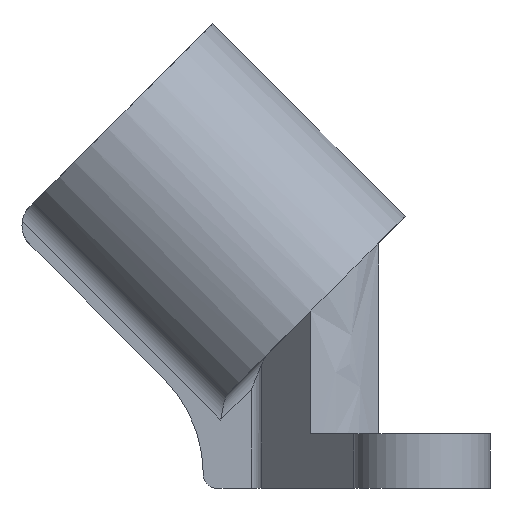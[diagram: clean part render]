
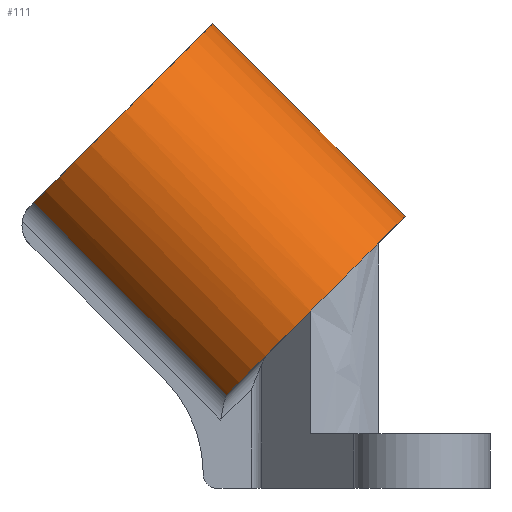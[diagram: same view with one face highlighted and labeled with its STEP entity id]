
A CAD part, left-side view. The second image highlights one B-rep face of the part: STEP entity #111.
In plain terms, the highlighted cylindrical face has radius 10.5 mm (diameter 21 mm), a partial arc.
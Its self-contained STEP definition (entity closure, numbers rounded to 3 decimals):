
#111=ADVANCED_FACE('',(#485),#487,.T.);
#485=FACE_BOUND('',#486,.T.);
#486=EDGE_LOOP('',(#799,#800,#801,#802,#803,#804,#805,#806,#807,#808));
#487=CYLINDRICAL_SURFACE('',#488,10.5);
#488=AXIS2_PLACEMENT_3D('',#489,#490,#491);
#489=CARTESIAN_POINT('',(0.,8.636,12.577));
#490=DIRECTION('',(0.,0.707,0.707));
#491=DIRECTION('',(0.447,0.633,-0.633));
#799=ORIENTED_EDGE('',*,*,#1009,.F.);
#800=ORIENTED_EDGE('',*,*,#995,.T.);
#801=ORIENTED_EDGE('',*,*,#1010,.F.);
#802=ORIENTED_EDGE('',*,*,#990,.T.);
#803=ORIENTED_EDGE('',*,*,#1011,.F.);
#804=ORIENTED_EDGE('',*,*,#987,.T.);
#805=ORIENTED_EDGE('',*,*,#1012,.F.);
#806=ORIENTED_EDGE('',*,*,#1013,.F.);
#807=ORIENTED_EDGE('',*,*,#1014,.F.);
#808=ORIENTED_EDGE('',*,*,#1015,.F.);
#987=EDGE_CURVE('',#1093,#1112,#1114,.T.);
#990=EDGE_CURVE('',#1119,#1117,#1120,.T.);
#995=EDGE_CURVE('',#1126,#1087,#1128,.T.);
#1009=EDGE_CURVE('',#1126,#1152,#1153,.T.);
#1010=EDGE_CURVE('',#1119,#1087,#1154,.F.);
#1011=EDGE_CURVE('',#1093,#1117,#1155,.F.);
#1012=EDGE_CURVE('',#1156,#1112,#1157,.F.);
#1013=EDGE_CURVE('',#1158,#1156,#1159,.F.);
#1014=EDGE_CURVE('',#1160,#1158,#1161,.T.);
#1015=EDGE_CURVE('',#1152,#1160,#1162,.T.);
#1087=VERTEX_POINT('',#1278);
#1093=VERTEX_POINT('',#1291);
#1112=VERTEX_POINT('',#1370);
#1114=CIRCLE('',#1374,10.5);
#1117=VERTEX_POINT('',#1383);
#1119=VERTEX_POINT('',#1387);
#1120=CIRCLE('',#1388,10.5);
#1126=VERTEX_POINT('',#1405);
#1128=CIRCLE('',#1409,10.5);
#1152=VERTEX_POINT('',#1470);
#1153=B_SPLINE_CURVE_WITH_KNOTS('',3,
(#1471,#1472,#1473,#1474,#1475,#1476,#1477,#1478,#1479,#1480,#1481,#1482,#1483,#1484,
#1485,#1486,#1487,#1488,#1489),
.UNSPECIFIED.,.F.,.F.,
(4,1,1,1,1,1,1,1,1,1,1,1,1,1,1,1,4),
(0.,0.071,0.142,0.213,0.282,0.35,
0.417,0.482,0.545,0.608,0.668,
0.727,0.784,0.839,0.894,0.947,
1.),
.UNSPECIFIED.);
#1154=B_SPLINE_CURVE_WITH_KNOTS('',3,
(#1490,#1491,#1492,#1493,#1494,#1495,#1496,#1497,#1498,#1499,#1500,#1501,#1502,#1503,
#1504,#1505,#1506,#1507,#1508),
.UNSPECIFIED.,.F.,.F.,
(4,1,1,1,1,1,1,1,1,1,1,1,1,1,1,1,4),
(0.,0.078,0.164,0.262,0.361,0.454,
0.538,0.62,0.691,0.749,0.79,
0.828,0.862,0.896,0.931,0.965,
1.),
.UNSPECIFIED.);
#1155=B_SPLINE_CURVE_WITH_KNOTS('',3,
(#1509,#1510,#1511,#1512,#1513,#1514,#1515,#1516,#1517,#1518,#1519,#1520,#1521,#1522),
.UNSPECIFIED.,.F.,.F.,
(4,1,1,1,1,1,1,1,1,1,1,4),
(0.,0.054,0.134,0.235,0.347,0.461,
0.583,0.702,0.811,0.891,0.954,
1.),
.UNSPECIFIED.);
#1156=VERTEX_POINT('',#1523);
#1157=B_SPLINE_CURVE_WITH_KNOTS('',3,
(#1524,#1525,#1526,#1527,#1528,#1529,#1530,#1531,#1532,#1533,#1534,#1535,#1536,#1537,
#1538,#1539,#1540,#1541,#1542),
.UNSPECIFIED.,.F.,.F.,
(4,1,1,1,1,1,1,1,1,1,1,1,1,1,1,1,4),
(0.,0.071,0.142,0.213,0.282,0.35,
0.417,0.482,0.545,0.608,0.668,
0.727,0.784,0.839,0.894,0.947,
1.),
.UNSPECIFIED.);
#1158=VERTEX_POINT('',#1543);
#1159=LINE('',#1544,#1545);
#1160=VERTEX_POINT('',#1547);
#1161=CIRCLE('',#1548,10.5);
#1162=LINE('',#1552,#1553);
#1278=CARTESIAN_POINT('',(-10.481,8.193,13.02));
#1291=CARTESIAN_POINT('',(10.481,8.193,13.02));
#1370=CARTESIAN_POINT('',(6.894,14.236,6.977));
#1374=AXIS2_PLACEMENT_3D('',#1375,#1376,#1377);
#1375=CARTESIAN_POINT('',(0.,8.636,12.577));
#1376=DIRECTION('',(0.,0.707,0.707));
#1377=DIRECTION('',(0.998,-0.042,0.042));
#1383=CARTESIAN_POINT('',(7.14,3.192,18.021));
#1387=CARTESIAN_POINT('',(-7.14,3.192,18.021));
#1388=AXIS2_PLACEMENT_3D('',#1389,#1390,#1391);
#1389=CARTESIAN_POINT('',(0.,8.636,12.577));
#1390=DIRECTION('',(0.,0.707,0.707));
#1391=DIRECTION('',(-0.68,-0.518,0.518));
#1405=CARTESIAN_POINT('',(-6.894,14.236,6.977));
#1409=AXIS2_PLACEMENT_3D('',#1410,#1411,#1412);
#1410=CARTESIAN_POINT('',(0.,8.636,12.577));
#1411=DIRECTION('',(0.,0.707,0.707));
#1412=DIRECTION('',(-0.657,0.533,-0.533));
#1470=CARTESIAN_POINT('',(-6.631,14.368,6.796));
#1471=CARTESIAN_POINT('',(-6.894,14.236,6.977));
#1472=CARTESIAN_POINT('',(-6.888,14.24,6.973));
#1473=CARTESIAN_POINT('',(-6.875,14.248,6.965));
#1474=CARTESIAN_POINT('',(-6.857,14.259,6.954));
#1475=CARTESIAN_POINT('',(-6.838,14.269,6.942));
#1476=CARTESIAN_POINT('',(-6.82,14.279,6.93));
#1477=CARTESIAN_POINT('',(-6.802,14.289,6.918));
#1478=CARTESIAN_POINT('',(-6.785,14.298,6.906));
#1479=CARTESIAN_POINT('',(-6.767,14.307,6.895));
#1480=CARTESIAN_POINT('',(-6.751,14.315,6.883));
#1481=CARTESIAN_POINT('',(-6.734,14.323,6.872));
#1482=CARTESIAN_POINT('',(-6.718,14.331,6.861));
#1483=CARTESIAN_POINT('',(-6.703,14.338,6.849));
#1484=CARTESIAN_POINT('',(-6.688,14.344,6.838));
#1485=CARTESIAN_POINT('',(-6.673,14.351,6.828));
#1486=CARTESIAN_POINT('',(-6.659,14.357,6.817));
#1487=CARTESIAN_POINT('',(-6.645,14.362,6.806));
#1488=CARTESIAN_POINT('',(-6.635,14.366,6.799));
#1489=CARTESIAN_POINT('',(-6.631,14.368,6.796));
#1490=CARTESIAN_POINT('',(-10.481,8.193,13.02));
#1491=CARTESIAN_POINT('',(-10.469,8.046,13.167));
#1492=CARTESIAN_POINT('',(-10.43,7.736,13.477));
#1493=CARTESIAN_POINT('',(-10.323,7.247,13.966));
#1494=CARTESIAN_POINT('',(-10.156,6.725,14.489));
#1495=CARTESIAN_POINT('',(-9.93,6.202,15.011));
#1496=CARTESIAN_POINT('',(-9.662,5.716,15.497));
#1497=CARTESIAN_POINT('',(-9.37,5.274,15.94));
#1498=CARTESIAN_POINT('',(-9.064,4.88,16.333));
#1499=CARTESIAN_POINT('',(-8.764,4.541,16.672));
#1500=CARTESIAN_POINT('',(-8.503,4.277,16.937));
#1501=CARTESIAN_POINT('',(-8.282,4.07,17.143));
#1502=CARTESIAN_POINT('',(-8.094,3.905,17.309));
#1503=CARTESIAN_POINT('',(-7.91,3.752,17.461));
#1504=CARTESIAN_POINT('',(-7.727,3.607,17.606));
#1505=CARTESIAN_POINT('',(-7.537,3.466,17.748));
#1506=CARTESIAN_POINT('',(-7.342,3.327,17.886));
#1507=CARTESIAN_POINT('',(-7.208,3.237,17.977));
#1508=CARTESIAN_POINT('',(-7.14,3.192,18.021));
#1509=CARTESIAN_POINT('',(7.14,3.192,18.021));
#1510=CARTESIAN_POINT('',(7.245,3.261,17.952));
#1511=CARTESIAN_POINT('',(7.503,3.438,17.776));
#1512=CARTESIAN_POINT('',(7.932,3.762,17.451));
#1513=CARTESIAN_POINT('',(8.426,4.192,17.021));
#1514=CARTESIAN_POINT('',(8.921,4.703,16.51));
#1515=CARTESIAN_POINT('',(9.38,5.277,15.936));
#1516=CARTESIAN_POINT('',(9.771,5.889,15.324));
#1517=CARTESIAN_POINT('',(10.075,6.513,14.7));
#1518=CARTESIAN_POINT('',(10.275,7.077,14.136));
#1519=CARTESIAN_POINT('',(10.391,7.545,13.668));
#1520=CARTESIAN_POINT('',(10.451,7.901,13.313));
#1521=CARTESIAN_POINT('',(10.474,8.106,13.107));
#1522=CARTESIAN_POINT('',(10.481,8.193,13.02));
#1523=CARTESIAN_POINT('',(6.631,14.368,6.796));
#1524=CARTESIAN_POINT('',(6.894,14.236,6.977));
#1525=CARTESIAN_POINT('',(6.888,14.24,6.973));
#1526=CARTESIAN_POINT('',(6.875,14.248,6.965));
#1527=CARTESIAN_POINT('',(6.857,14.259,6.954));
#1528=CARTESIAN_POINT('',(6.838,14.269,6.942));
#1529=CARTESIAN_POINT('',(6.82,14.279,6.93));
#1530=CARTESIAN_POINT('',(6.802,14.289,6.918));
#1531=CARTESIAN_POINT('',(6.785,14.298,6.906));
#1532=CARTESIAN_POINT('',(6.767,14.307,6.895));
#1533=CARTESIAN_POINT('',(6.751,14.315,6.883));
#1534=CARTESIAN_POINT('',(6.734,14.323,6.872));
#1535=CARTESIAN_POINT('',(6.718,14.331,6.861));
#1536=CARTESIAN_POINT('',(6.703,14.338,6.849));
#1537=CARTESIAN_POINT('',(6.688,14.344,6.838));
#1538=CARTESIAN_POINT('',(6.673,14.351,6.828));
#1539=CARTESIAN_POINT('',(6.659,14.357,6.817));
#1540=CARTESIAN_POINT('',(6.645,14.362,6.806));
#1541=CARTESIAN_POINT('',(6.635,14.366,6.799));
#1542=CARTESIAN_POINT('',(6.631,14.368,6.796));
#1543=CARTESIAN_POINT('',(6.631,28.535,20.963));
#1544=CARTESIAN_POINT('',(6.631,14.368,6.796));
#1545=VECTOR('',#1546,1.);
#1546=DIRECTION('',(0.,0.707,0.707));
#1547=CARTESIAN_POINT('',(-6.631,28.535,20.963));
#1548=AXIS2_PLACEMENT_3D('',#1549,#1550,#1551);
#1549=CARTESIAN_POINT('',(0.,22.778,26.719));
#1550=DIRECTION('',(0.,0.707,0.707));
#1551=DIRECTION('',(-0.632,0.548,-0.548));
#1552=CARTESIAN_POINT('',(-6.631,14.368,6.796));
#1553=VECTOR('',#1554,1.);
#1554=DIRECTION('',(0.,0.707,0.707));
